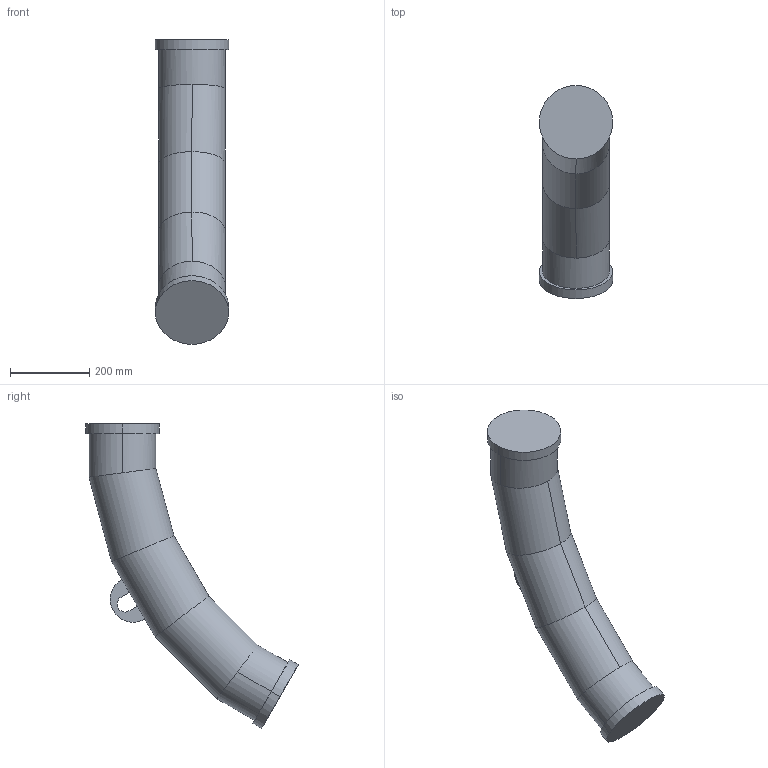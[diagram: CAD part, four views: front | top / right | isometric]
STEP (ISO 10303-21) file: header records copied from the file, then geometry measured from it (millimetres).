
FILE_DESCRIPTION (( 'STEP AP214' ), '1' );
FILE_NAME ('DN65-60-ANGLE.STEP', '2021-03-31T07:21:40', ( '' ), ( '' ), 'SwSTEP 2.0', 'SolidWorks 2017', '' );
FILE_SCHEMA (( 'AUTOMOTIVE_DESIGN' ));
Length unit declared in the file: millimetre
Products named in the file (1): DN65-60-ANGLE
Bounding box: 185 x 535.4 x 767.13 mm (x, y, z)
Volume: 15850648.9 mm3; surface area: 709479.9 mm2
Topology: 1 solids, 18 shells, 80 faces, 176 edges, 100 vertices
Faces by surface type: cone 32, plane 28, cylinder 18, torus 2
Entity records: 2082 total; most frequent: CARTESIAN_POINT 361, DIRECTION 360, ORIENTED_EDGE 288, AXIS2_PLACEMENT_3D 147, EDGE_CURVE 144, VERTEX_POINT 100, EDGE_LOOP 82, FACE_OUTER_BOUND 80
